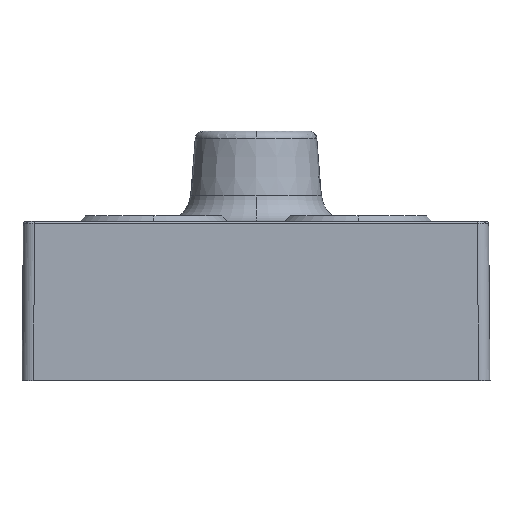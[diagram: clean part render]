
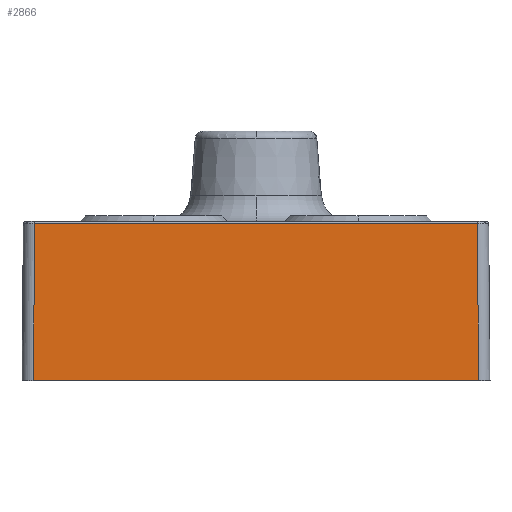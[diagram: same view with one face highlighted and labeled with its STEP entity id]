
A CAD part, top view. The second image highlights one B-rep face of the part: STEP entity #2866.
In plain terms, the highlighted planar face has unit normal (0, 0.009, 1).
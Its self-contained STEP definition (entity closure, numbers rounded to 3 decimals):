
#41 = EDGE_CURVE ( 'NONE', #247, #6120, #1146, .T. ) ;
#91 = VECTOR ( 'NONE', #5707, 1000. ) ;
#247 = VERTEX_POINT ( 'NONE', #5201 ) ;
#276 = EDGE_CURVE ( 'NONE', #4835, #2945, #4370, .T. ) ;
#943 = DIRECTION ( 'NONE',  ( -0.009, -1., 0.009 ) ) ;
#973 = LINE ( 'NONE', #2401, #6300 ) ;
#1146 = LINE ( 'NONE', #3997, #3874 ) ;
#1465 = CARTESIAN_POINT ( 'NONE',  ( -19.5, 13.802, 0.002 ) ) ;
#1677 = DIRECTION ( 'NONE',  ( 1., 0., 0. ) ) ;
#1784 = EDGE_CURVE ( 'NONE', #6120, #4835, #973, .T. ) ;
#1990 = EDGE_CURVE ( 'NONE', #2945, #247, #3450, .T. ) ;
#2195 = FACE_OUTER_BOUND ( 'NONE', #4104, .T. ) ;
#2239 = CARTESIAN_POINT ( 'NONE',  ( -19.622, 0., 0.122 ) ) ;
#2253 = VECTOR ( 'NONE', #5043, 1000. ) ;
#2401 = CARTESIAN_POINT ( 'NONE',  ( 0., 0., 0.122 ) ) ;
#2540 = ORIENTED_EDGE ( 'NONE', *, *, #1784, .T. ) ;
#2541 = DIRECTION ( 'NONE',  ( 0., 0.009, 1. ) ) ;
#2759 = ORIENTED_EDGE ( 'NONE', *, *, #276, .T. ) ;
#2866 = ADVANCED_FACE ( 'NONE', ( #2195 ), #4101, .T. ) ;
#2945 = VERTEX_POINT ( 'NONE', #3302 ) ;
#2969 = CARTESIAN_POINT ( 'NONE',  ( 19.499, 14.17, -0.001 ) ) ;
#3302 = CARTESIAN_POINT ( 'NONE',  ( 19.502, 13.802, 0.002 ) ) ;
#3450 = LINE ( 'NONE', #1465, #2253 ) ;
#3454 = CARTESIAN_POINT ( 'NONE',  ( 19.622, 0., 0.122 ) ) ;
#3768 = ORIENTED_EDGE ( 'NONE', *, *, #1990, .T. ) ;
#3874 = VECTOR ( 'NONE', #943, 1000. ) ;
#3997 = CARTESIAN_POINT ( 'NONE',  ( -19.499, 14.17, -0.001 ) ) ;
#4101 = PLANE ( 'NONE',  #5951 ) ;
#4104 = EDGE_LOOP ( 'NONE', ( #2759, #3768, #6678, #2540 ) ) ;
#4370 = LINE ( 'NONE', #2969, #91 ) ;
#4613 = CARTESIAN_POINT ( 'NONE',  ( 0., 14., 0. ) ) ;
#4835 = VERTEX_POINT ( 'NONE', #3454 ) ;
#5043 = DIRECTION ( 'NONE',  ( -1., 0., 0. ) ) ;
#5201 = CARTESIAN_POINT ( 'NONE',  ( -19.502, 13.802, 0.002 ) ) ;
#5657 = DIRECTION ( 'NONE',  ( 0., -1., 0.009 ) ) ;
#5707 = DIRECTION ( 'NONE',  ( -0.009, 1., -0.009 ) ) ;
#5951 = AXIS2_PLACEMENT_3D ( 'NONE', #4613, #2541, #5657 ) ;
#6120 = VERTEX_POINT ( 'NONE', #2239 ) ;
#6300 = VECTOR ( 'NONE', #1677, 1000. ) ;
#6678 = ORIENTED_EDGE ( 'NONE', *, *, #41, .T. ) ;
